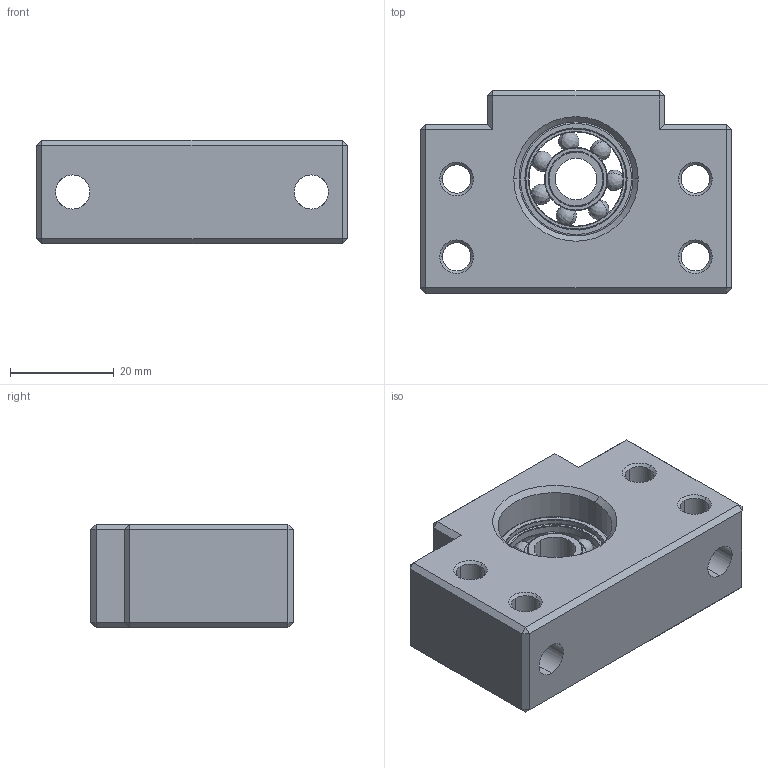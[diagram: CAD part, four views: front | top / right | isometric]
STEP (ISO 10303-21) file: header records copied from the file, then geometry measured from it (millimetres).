
FILE_DESCRIPTION (( 'STEP AP203' ), '1' );
FILE_NAME ('BF10.STEP', '2017-05-04T12:16:50', ( 'User' ), ( '' ), 'SwSTEP 2.0', 'SolidWorks 2015', '' );
FILE_SCHEMA (( 'CONFIG_CONTROL_DESIGN' ));
Length unit declared in the file: millimetre
Products named in the file (1): BF10
Bounding box: 60 x 39 x 20 mm (x, y, z)
Volume: 32657.9 mm3; surface area: 12458.9 mm2
Topology: 10 solids, 10 shells, 180 faces, 438 edges, 248 vertices
Faces by surface type: bspline 56, plane 54, cylinder 46, cone 24
Entity records: 6975 total; most frequent: CARTESIAN_POINT 3207, ORIENTED_EDGE 820, DIRECTION 706, EDGE_CURVE 410, AXIS2_PLACEMENT_3D 271, VERTEX_POINT 248, EDGE_LOOP 204, FACE_OUTER_BOUND 180
